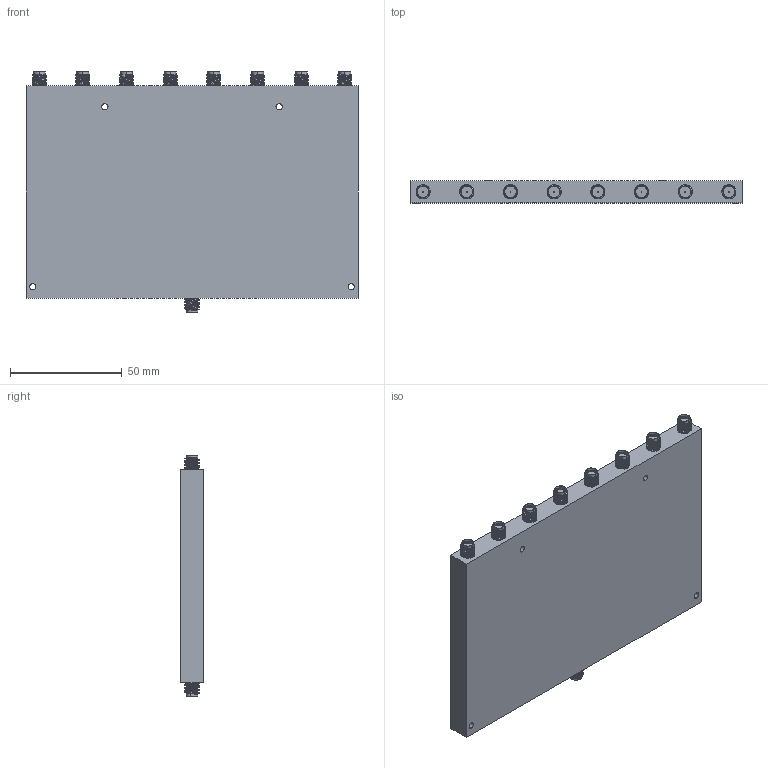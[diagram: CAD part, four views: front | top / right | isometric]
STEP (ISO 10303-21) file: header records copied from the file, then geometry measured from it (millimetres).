
FILE_DESCRIPTION (( 'STEP AP203' ), '1' );
FILE_NAME ('SCS-0231833515-SFSF-82.STEP', '2019-07-18T00:18:00', ( '' ), ( '' ), 'SwSTEP 2.0', 'SolidWorks 2016', '' );
FILE_SCHEMA (( 'CONFIG_CONTROL_DESIGN' ));
Length unit declared in the file: inch
Products named in the file (1): SCS-0231833515-SFSF-82
Bounding box: 148.59 x 9.91 x 107.7 mm (x, y, z)
Volume: 141701.7 mm3; surface area: 37161.8 mm2
Topology: 10 solids, 10 shells, 377 faces, 1041 edges, 694 vertices
Faces by surface type: cylinder 307, plane 52, bspline 18
Entity records: 21941 total; most frequent: CARTESIAN_POINT 13723, ORIENTED_EDGE 2082, DIRECTION 1358, EDGE_CURVE 1041, VERTEX_POINT 694, AXIS2_PLACEMENT_3D 488, EDGE_LOOP 413, LINE 382
